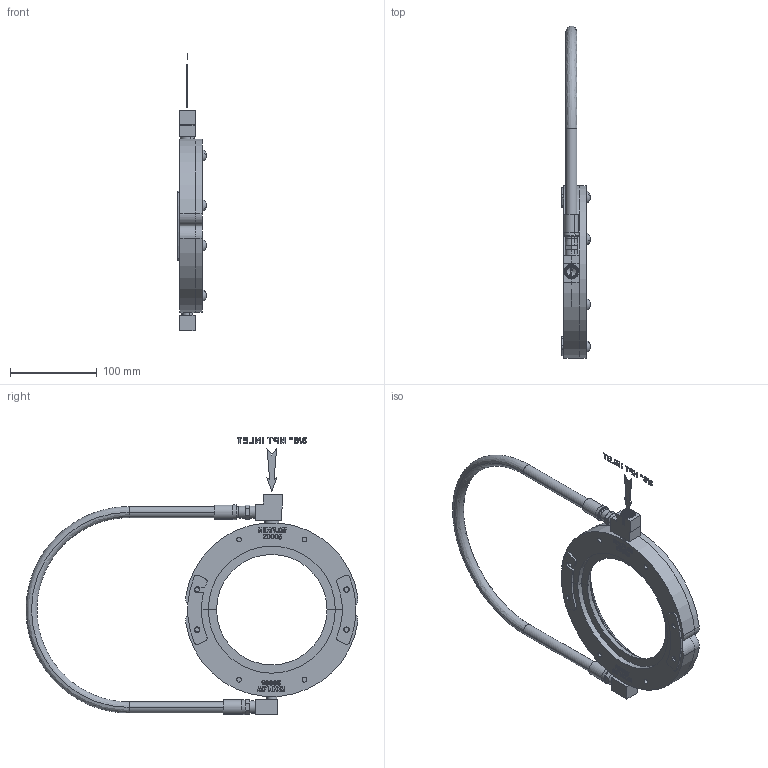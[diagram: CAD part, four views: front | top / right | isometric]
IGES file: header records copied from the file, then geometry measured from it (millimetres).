
Start section: START RECORD GO HERE.
Global section: file name: 20005_0.5 In Hose.igs; native system: DASSAULT SYSTEMES CATIA V5 R20 - www.3ds.com; preprocessor: CATIA Version 5 Release 20 ; author: DESIGNENG; organization: DESIGNENG; date: 20151217.111414; units: millimetre
Bounding box: 33.27 x 381.66 x 318.98 mm (x, y, z)
Volume: 507323.4 mm3; surface area: 146615.8 mm2
Topology: 31 solids, 31 shells, 1316 faces, 3518 edges, 2314 vertices
Faces by surface type: plane 888, revolution 228, bspline 130, extrusion 70
